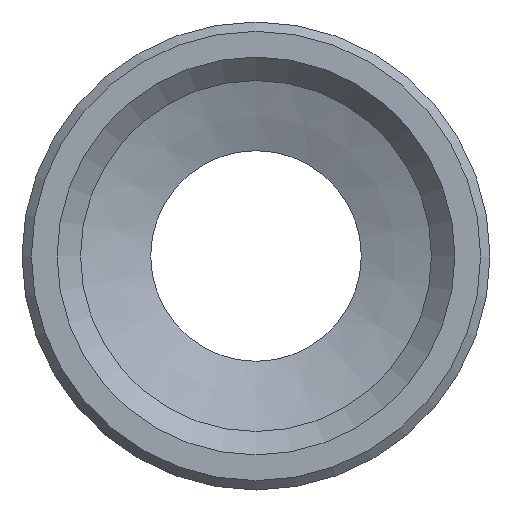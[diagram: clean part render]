
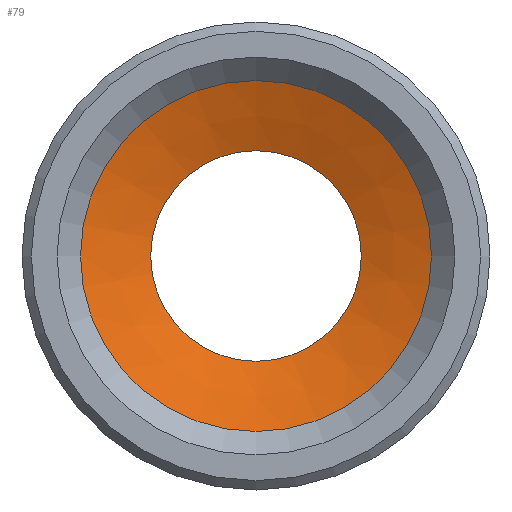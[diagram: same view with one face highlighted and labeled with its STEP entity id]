
A CAD part, front view. The second image highlights one B-rep face of the part: STEP entity #79.
In plain terms, the highlighted conical face has half-angle 70 degrees and reference radius 7.5 mm.
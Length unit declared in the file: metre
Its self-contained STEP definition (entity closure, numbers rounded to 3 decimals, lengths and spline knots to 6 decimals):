
#79 = ADVANCED_FACE( 'NONE', ( #179, #180 ), #181, .F. );
#179 = FACE_OUTER_BOUND( '', #296, .T. );
#180 = FACE_BOUND( '', #297, .T. );
#181 = CONICAL_SURFACE( '', #298, 0.0075, 1.222 );
#296 = EDGE_LOOP( '', ( #441 ) );
#297 = EDGE_LOOP( '', ( #442 ) );
#298 = AXIS2_PLACEMENT_3D( '', #443, #444, #445 );
#441 = ORIENTED_EDGE( '', *, *, #593, .T. );
#442 = ORIENTED_EDGE( '', *, *, #588, .F. );
#443 = CARTESIAN_POINT( '', ( 0., 0.012, 0. ) );
#444 = DIRECTION( '', ( 0., -1., 0. ) );
#445 = DIRECTION( '', ( 0., 0., -1. ) );
#588 = EDGE_CURVE( 'NONE', #680, #680, #681, .T. );
#593 = EDGE_CURVE( 'NONE', #688, #688, #689, .T. );
#680 = VERTEX_POINT( '', #803 );
#681 = CIRCLE( '', #804, 0.0045 );
#688 = VERTEX_POINT( '', #811 );
#689 = CIRCLE( '', #812, 0.0075 );
#803 = CARTESIAN_POINT( '', ( 0., 0.013092, -0.0045 ) );
#804 = AXIS2_PLACEMENT_3D( '', #947, #948, #949 );
#811 = CARTESIAN_POINT( '', ( 0., 0.012, -0.0075 ) );
#812 = AXIS2_PLACEMENT_3D( '', #956, #957, #958 );
#947 = CARTESIAN_POINT( '', ( 0., 0.013092, 0. ) );
#948 = DIRECTION( '', ( 0., -1., 0. ) );
#949 = DIRECTION( '', ( 0., 0., -1. ) );
#956 = CARTESIAN_POINT( '', ( 0., 0.012, 0. ) );
#957 = DIRECTION( '', ( 0., -1., 0. ) );
#958 = DIRECTION( '', ( 0., 0., -1. ) );
